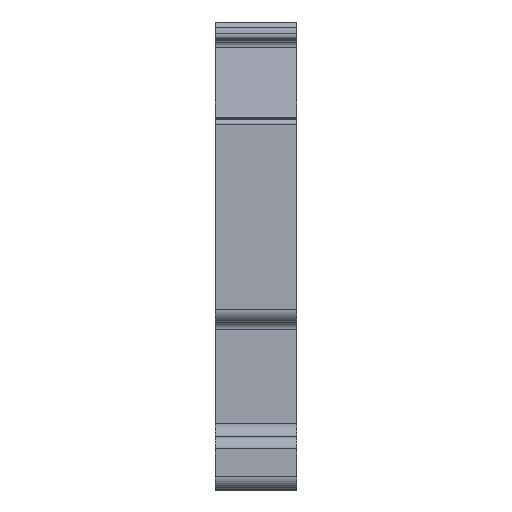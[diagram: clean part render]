
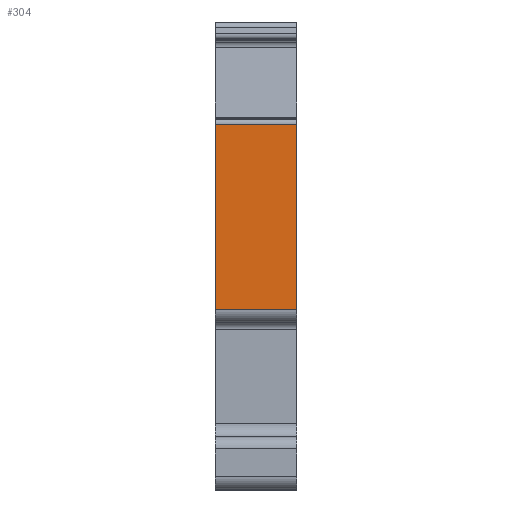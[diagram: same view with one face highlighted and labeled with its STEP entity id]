
A CAD part, left-side view. The second image highlights one B-rep face of the part: STEP entity #304.
In plain terms, the highlighted planar face has unit normal (-1, 0, 0).
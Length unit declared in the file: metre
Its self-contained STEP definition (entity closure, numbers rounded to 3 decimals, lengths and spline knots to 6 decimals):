
#304 = ADVANCED_FACE( '', ( #772 ), #773, .T. );
#772 = FACE_OUTER_BOUND( '', #1241, .T. );
#773 = PLANE( '', #1242 );
#1241 = EDGE_LOOP( '', ( #3256, #3257, #3258, #3259 ) );
#1242 = AXIS2_PLACEMENT_3D( '', #3260, #3261, #3262 );
#3256 = ORIENTED_EDGE( '', *, *, #3479, .F. );
#3257 = ORIENTED_EDGE( '', *, *, #3832, .F. );
#3258 = ORIENTED_EDGE( '', *, *, #3421, .T. );
#3259 = ORIENTED_EDGE( '', *, *, #3934, .T. );
#3260 = CARTESIAN_POINT( '', ( -0.03845, 0.00615, 0.0115 ) );
#3261 = DIRECTION( '', ( -1., 0., 0. ) );
#3262 = DIRECTION( '', ( 0., 0., 1. ) );
#3421 = EDGE_CURVE( '', #4233, #4231, #4234, .T. );
#3479 = EDGE_CURVE( '', #4332, #4334, #4335, .T. );
#3832 = EDGE_CURVE( '', #4233, #4332, #4914, .T. );
#3934 = EDGE_CURVE( '', #4231, #4334, #5044, .T. );
#4231 = VERTEX_POINT( '', #5429 );
#4233 = VERTEX_POINT( '', #5431 );
#4234 = LINE( '', #5432, #5433 );
#4332 = VERTEX_POINT( '', #5571 );
#4334 = VERTEX_POINT( '', #5573 );
#4335 = LINE( '', #5574, #5575 );
#4914 = LINE( '', #6392, #6393 );
#5044 = LINE( '', #6602, #6603 );
#5429 = CARTESIAN_POINT( '', ( -0.03845, 0.00615, -0.00245 ) );
#5431 = CARTESIAN_POINT( '', ( -0.03845, 0.00615, 0.0115 ) );
#5432 = CARTESIAN_POINT( '', ( -0.03845, 0.00615, 0.0115 ) );
#5433 = VECTOR( '', #6883, 1. );
#5571 = CARTESIAN_POINT( '', ( -0.03845, 0., 0.0115 ) );
#5573 = CARTESIAN_POINT( '', ( -0.03845, 0., -0.00245 ) );
#5574 = CARTESIAN_POINT( '', ( -0.03845, 0., -0.01405 ) );
#5575 = VECTOR( '', #6975, 1. );
#6392 = CARTESIAN_POINT( '', ( -0.03845, 0.00615, 0.0115 ) );
#6393 = VECTOR( '', #7556, 1. );
#6602 = CARTESIAN_POINT( '', ( -0.03845, 0.00615, -0.00245 ) );
#6603 = VECTOR( '', #7702, 1. );
#6883 = DIRECTION( '', ( 0., 0., -1. ) );
#6975 = DIRECTION( '', ( 0., 0., -1. ) );
#7556 = DIRECTION( '', ( 0., -1., 0. ) );
#7702 = DIRECTION( '', ( 0., -1., 0. ) );
